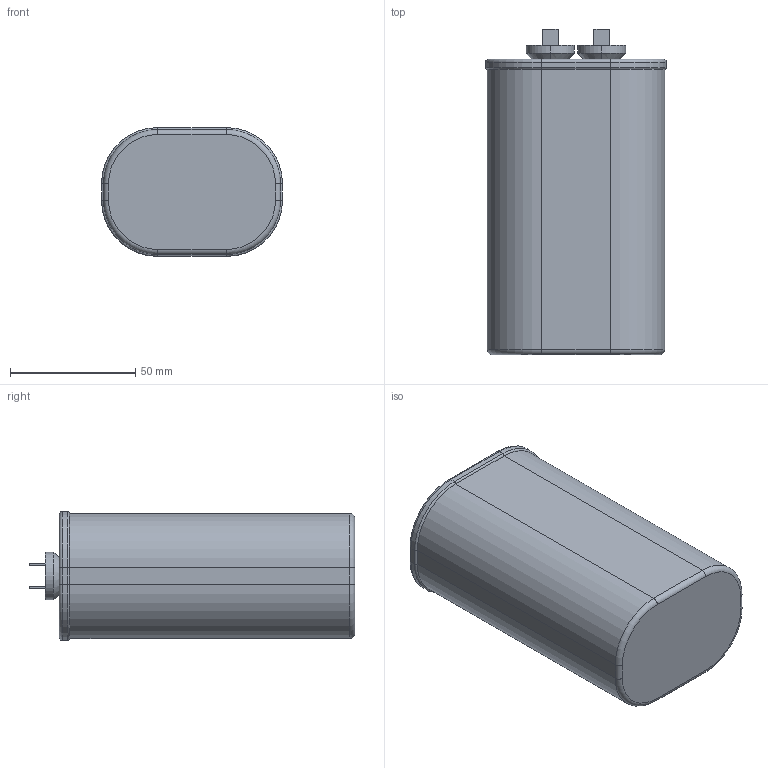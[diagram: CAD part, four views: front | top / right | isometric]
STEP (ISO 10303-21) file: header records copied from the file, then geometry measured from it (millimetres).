
FILE_DESCRIPTION (( 'STEP AP203' ), '1' );
FILE_NAME ('119-5617.STEP', '2024-11-29T15:33:23', ( '' ), ( '' ), 'SwSTEP 2.0', 'SolidWorks 2022', '' );
FILE_SCHEMA (( 'CONFIG_CONTROL_DESIGN' ));
Length unit declared in the file: inch
Products named in the file (1): 119-5617
Bounding box: 72.39 x 130.12 x 51.56 mm (x, y, z)
Volume: 363088.9 mm3; surface area: 33334.8 mm2
Topology: 1 solids, 1 shells, 130 faces, 302 edges, 180 vertices
Faces by surface type: plane 74, cylinder 36, torus 16, cone 4
Entity records: 3697 total; most frequent: DIRECTION 648, CARTESIAN_POINT 613, ORIENTED_EDGE 604, EDGE_CURVE 302, VECTOR 218, LINE 218, AXIS2_PLACEMENT_3D 215, VERTEX_POINT 180
